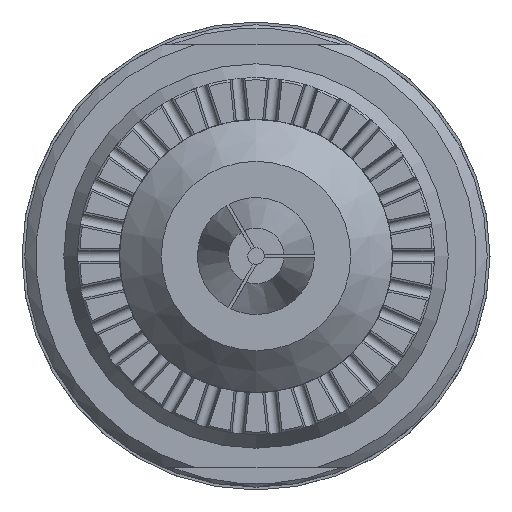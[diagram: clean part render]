
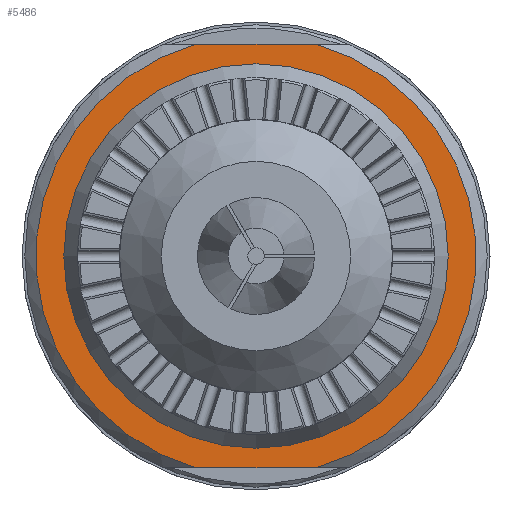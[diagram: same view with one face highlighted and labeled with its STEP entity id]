
A CAD part, left-side view. The second image highlights one B-rep face of the part: STEP entity #5486.
In plain terms, the highlighted planar face has unit normal (-1, 0, 0).
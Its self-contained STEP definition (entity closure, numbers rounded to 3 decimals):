
#321=LINE('',#8440,#657);
#325=LINE('',#8456,#661);
#657=VECTOR('',#6756,10.);
#661=VECTOR('',#6764,10.);
#1031=FACE_BOUND('',#1427,.T.);
#1112=FACE_OUTER_BOUND('',#1426,.T.);
#1426=EDGE_LOOP('',(#3663,#3664,#3665,#3666));
#1427=EDGE_LOOP('',(#3667,#3668));
#1762=CIRCLE('',#5908,19.75);
#1763=CIRCLE('',#5911,8.);
#1764=CIRCLE('',#5912,8.);
#1765=CIRCLE('',#5914,19.75);
#2064=VERTEX_POINT('',#8435);
#2065=VERTEX_POINT('',#8439);
#2068=VERTEX_POINT('',#8451);
#2069=VERTEX_POINT('',#8455);
#2070=VERTEX_POINT('',#8466);
#2071=VERTEX_POINT('',#8468);
#2658=EDGE_CURVE('',#2065,#2064,#321,.T.);
#2664=EDGE_CURVE('',#2069,#2068,#325,.T.);
#2667=EDGE_CURVE('',#2065,#2068,#1762,.T.);
#2669=EDGE_CURVE('',#2071,#2070,#1763,.T.);
#2670=EDGE_CURVE('',#2070,#2071,#1764,.T.);
#2671=EDGE_CURVE('',#2069,#2064,#1765,.T.);
#3663=ORIENTED_EDGE('',*,*,#2658,.T.);
#3664=ORIENTED_EDGE('',*,*,#2671,.F.);
#3665=ORIENTED_EDGE('',*,*,#2664,.T.);
#3666=ORIENTED_EDGE('',*,*,#2667,.F.);
#3667=ORIENTED_EDGE('',*,*,#2669,.T.);
#3668=ORIENTED_EDGE('',*,*,#2670,.T.);
#4977=PLANE('',#5913);
#5486=ADVANCED_FACE('',(#1112,#1031),#4977,.T.);
#5908=AXIS2_PLACEMENT_3D('',#8463,#6771,#6772);
#5911=AXIS2_PLACEMENT_3D('',#8469,#6778,#6779);
#5912=AXIS2_PLACEMENT_3D('',#8470,#6780,#6781);
#5913=AXIS2_PLACEMENT_3D('',#8471,#6782,#6783);
#5914=AXIS2_PLACEMENT_3D('',#8472,#6784,#6785);
#6756=DIRECTION('',(0.,-1.,0.));
#6764=DIRECTION('',(0.,1.,0.));
#6771=DIRECTION('center_axis',(1.,0.,0.));
#6772=DIRECTION('ref_axis',(0.,1.,0.));
#6778=DIRECTION('center_axis',(1.,0.,0.));
#6779=DIRECTION('ref_axis',(0.,1.,0.));
#6780=DIRECTION('center_axis',(1.,0.,0.));
#6781=DIRECTION('ref_axis',(0.,1.,0.));
#6782=DIRECTION('center_axis',(-1.,0.,0.));
#6783=DIRECTION('ref_axis',(0.,0.,1.));
#6784=DIRECTION('center_axis',(1.,0.,0.));
#6785=DIRECTION('ref_axis',(0.,1.,0.));
#8435=CARTESIAN_POINT('',(-87.5,-5.391,-19.));
#8439=CARTESIAN_POINT('',(-87.5,5.391,-19.));
#8440=CARTESIAN_POINT('',(-87.5,1.392,-19.));
#8451=CARTESIAN_POINT('',(-87.5,5.391,19.));
#8455=CARTESIAN_POINT('',(-87.5,-5.391,19.));
#8456=CARTESIAN_POINT('',(-87.5,12.483,19.));
#8463=CARTESIAN_POINT('Origin',(-87.5,0.,
0.));
#8466=CARTESIAN_POINT('',(-87.5,-8.,0.));
#8468=CARTESIAN_POINT('',(-87.5,8.,0.));
#8469=CARTESIAN_POINT('Origin',(-87.5,0.,
0.));
#8470=CARTESIAN_POINT('Origin',(-87.5,0.,
0.));
#8471=CARTESIAN_POINT('Origin',(-87.5,13.875,0.));
#8472=CARTESIAN_POINT('Origin',(-87.5,0.,
0.));
